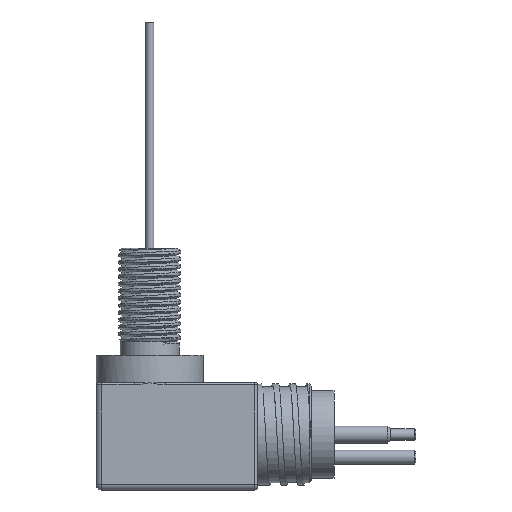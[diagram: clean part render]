
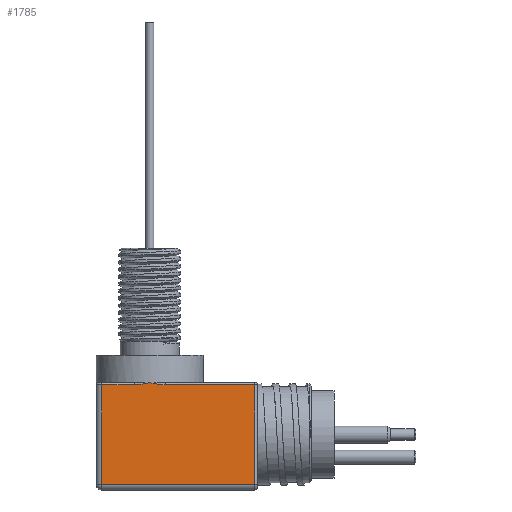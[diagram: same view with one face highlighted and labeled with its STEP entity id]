
A CAD part, front view. The second image highlights one B-rep face of the part: STEP entity #1785.
In plain terms, the highlighted planar face has unit normal (0, -1, 0).
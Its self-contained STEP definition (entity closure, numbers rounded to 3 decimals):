
#213=B_SPLINE_CURVE_WITH_KNOTS($,3,(#5757,#5758,#5759,#5760,#5761,#5762),
 .UNSPECIFIED.,.F.,.F.,(4,2,4),(-0.001,0.,0.274),
 .UNSPECIFIED.);
#215=B_SPLINE_CURVE_WITH_KNOTS($,3,(#5846,#5847,#5848,#5849,#5850,#5851),
 .UNSPECIFIED.,.F.,.F.,(4,2,4),(0.537,0.811,0.813),
 .UNSPECIFIED.);
#324=FACE_OUTER_BOUND($,#451,.T.);
#451=EDGE_LOOP($,(#1438,#1439,#1440,#1441,#1442,#1443,#1444));
#561=LINE($,#5692,#667);
#568=LINE($,#5720,#674);
#575=LINE($,#5783,#681);
#580=LINE($,#5976,#686);
#581=LINE($,#5977,#687);
#667=VECTOR($,#2233,15.872);
#674=VECTOR($,#2266,17.6);
#681=VECTOR($,#2295,5.772);
#686=VECTOR($,#2330,17.6);
#687=VECTOR($,#2331,27.1);
#808=VERTEX_POINT($,#5685);
#810=VERTEX_POINT($,#5690);
#818=VERTEX_POINT($,#5714);
#819=VERTEX_POINT($,#5755);
#824=VERTEX_POINT($,#5773);
#826=VERTEX_POINT($,#5779);
#838=VERTEX_POINT($,#5975);
#1004=EDGE_CURVE($,#810,#808,#561,.T.);
#1019=EDGE_CURVE($,#808,#818,#568,.T.);
#1024=EDGE_CURVE($,#819,#810,#213,.T.);
#1034=EDGE_CURVE($,#824,#826,#575,.T.);
#1037=EDGE_CURVE($,#826,#819,#215,.T.);
#1055=EDGE_CURVE($,#838,#824,#580,.T.);
#1056=EDGE_CURVE($,#818,#838,#581,.T.);
#1438=ORIENTED_EDGE($,*,*,#1019,.F.);
#1439=ORIENTED_EDGE($,*,*,#1004,.F.);
#1440=ORIENTED_EDGE($,*,*,#1024,.F.);
#1441=ORIENTED_EDGE($,*,*,#1037,.F.);
#1442=ORIENTED_EDGE($,*,*,#1034,.F.);
#1443=ORIENTED_EDGE($,*,*,#1055,.F.);
#1444=ORIENTED_EDGE($,*,*,#1056,.F.);
#1577=PLANE($,#1938);
#1785=ADVANCED_FACE($,(#324),#1577,.T.);
#1938=AXIS2_PLACEMENT_3D($,#5974,#2328,#2329);
#2233=DIRECTION($,(1.,0.,0.));
#2266=DIRECTION($,(0.,0.,-1.));
#2295=DIRECTION($,(1.,0.,0.));
#2328=DIRECTION('center_axis',(0.,-1.,0.));
#2329=DIRECTION('ref_axis',(0.,0.,-1.));
#2330=DIRECTION($,(0.,0.,1.));
#2331=DIRECTION($,(-1.,0.,0.));
#5685=CARTESIAN_POINT('',(18.6,-9.5,-0.4));
#5690=CARTESIAN_POINT('',(2.728,-9.5,-0.4));
#5692=CARTESIAN_POINT($,(-2.375,-9.5,-0.4));
#5714=CARTESIAN_POINT('',(18.6,-9.5,-18.));
#5720=CARTESIAN_POINT($,(18.6,-9.5,0.));
#5755=CARTESIAN_POINT('',(0.,-9.5,0.));
#5757=CARTESIAN_POINT('Ctrl Pts',(0.,-9.5,0.));
#5758=CARTESIAN_POINT('Ctrl Pts',(0.004,-9.5,-0.001));
#5759=CARTESIAN_POINT('Ctrl Pts',(0.009,-9.5,-0.002));
#5760=CARTESIAN_POINT('Ctrl Pts',(0.909,-9.5,-0.188));
#5761=CARTESIAN_POINT('Ctrl Pts',(1.813,-9.5,-0.4));
#5762=CARTESIAN_POINT('Ctrl Pts',(2.728,-9.5,-0.4));
#5773=CARTESIAN_POINT('',(-8.5,-9.5,-0.4));
#5779=CARTESIAN_POINT('',(-2.728,-9.5,-0.4));
#5783=CARTESIAN_POINT($,(-2.375,-9.5,-0.4));
#5846=CARTESIAN_POINT('Ctrl Pts',(-2.728,-9.5,-0.4));
#5847=CARTESIAN_POINT('Ctrl Pts',(-1.813,-9.5,-0.4));
#5848=CARTESIAN_POINT('Ctrl Pts',(-0.909,-9.5,
-0.187));
#5849=CARTESIAN_POINT('Ctrl Pts',(-0.009,-9.5,-0.002));
#5850=CARTESIAN_POINT('Ctrl Pts',(-0.004,-9.5,-0.001));
#5851=CARTESIAN_POINT('Ctrl Pts',(0.,-9.5,0.));
#5974=CARTESIAN_POINT('Origin',(-9.5,-9.5,0.));
#5975=CARTESIAN_POINT('',(-8.5,-9.5,-18.));
#5976=CARTESIAN_POINT($,(-8.5,-9.5,0.));
#5977=CARTESIAN_POINT($,(-2.375,-9.5,-18.));
